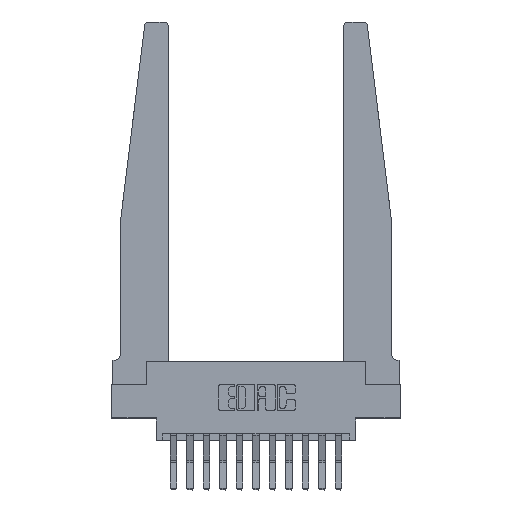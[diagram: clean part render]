
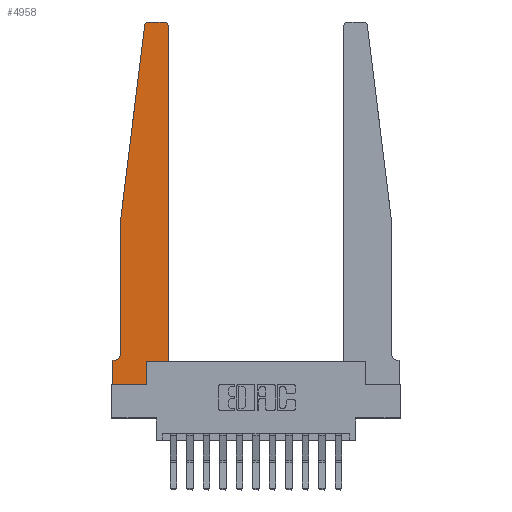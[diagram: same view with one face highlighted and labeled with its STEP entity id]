
A CAD part, top view. The second image highlights one B-rep face of the part: STEP entity #4958.
In plain terms, the highlighted planar face has unit normal (0, 0, 1).
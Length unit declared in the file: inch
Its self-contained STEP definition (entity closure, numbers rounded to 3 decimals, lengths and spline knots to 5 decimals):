
#202 = VECTOR ( 'NONE', #8254, 39.37008 ) ;
#350 = CIRCLE ( 'NONE', #12311, 0.03 ) ;
#603 = VECTOR ( 'NONE', #12373, 39.37008 ) ;
#673 = DIRECTION ( 'NONE',  ( 0., 0., -1. ) ) ;
#784 = VERTEX_POINT ( 'NONE', #6245 ) ;
#793 = ORIENTED_EDGE ( 'NONE', *, *, #3975, .T. ) ;
#961 = DIRECTION ( 'NONE',  ( 0., 0., 1. ) ) ;
#1037 = LINE ( 'NONE', #4942, #15299 ) ;
#1436 = CARTESIAN_POINT ( 'NONE',  ( 0.2605, 0.18, 0.37 ) ) ;
#1548 = VERTEX_POINT ( 'NONE', #10203 ) ;
#1816 = VECTOR ( 'NONE', #2809, 39.37008 ) ;
#2809 = DIRECTION ( 'NONE',  ( 0., -1., 0. ) ) ;
#2821 = VERTEX_POINT ( 'NONE', #5040 ) ;
#3152 = LINE ( 'NONE', #12229, #1816 ) ;
#3215 = EDGE_CURVE ( 'NONE', #784, #6195, #13870, .T. ) ;
#3236 = CARTESIAN_POINT ( 'NONE',  ( 0.27653, 2.72, 0.37 ) ) ;
#3357 = EDGE_CURVE ( 'NONE', #12362, #10078, #13110, .T. ) ;
#3486 = VECTOR ( 'NONE', #10093, 39.37008 ) ;
#3498 = ORIENTED_EDGE ( 'NONE', *, *, #7208, .T. ) ;
#3714 = EDGE_CURVE ( 'NONE', #6195, #2821, #3152, .T. ) ;
#3852 = ORIENTED_EDGE ( 'NONE', *, *, #8564, .T. ) ;
#3975 = EDGE_CURVE ( 'NONE', #5113, #8300, #1037, .T. ) ;
#4227 = CARTESIAN_POINT ( 'NONE',  ( 0.425, 2.72, 0.37 ) ) ;
#4289 = LINE ( 'NONE', #12193, #603 ) ;
#4304 = AXIS2_PLACEMENT_3D ( 'NONE', #11565, #961, #9978 ) ;
#4349 = CIRCLE ( 'NONE', #8959, 0.05 ) ;
#4708 = DIRECTION ( 'NONE',  ( -1., 0., 0. ) ) ;
#4719 = ORIENTED_EDGE ( 'NONE', *, *, #3357, .T. ) ;
#4929 = VERTEX_POINT ( 'NONE', #12903 ) ;
#4942 = CARTESIAN_POINT ( 'NONE',  ( 0.25, 2.75, 0.37 ) ) ;
#4958 = ADVANCED_FACE ( 'NONE', ( #10856 ), #8160, .T. ) ;
#4976 = DIRECTION ( 'NONE',  ( 0., 1., 0. ) ) ;
#5040 = CARTESIAN_POINT ( 'NONE',  ( 0.065, 0.2375, 0.37 ) ) ;
#5071 = ORIENTED_EDGE ( 'NONE', *, *, #16001, .T. ) ;
#5113 = VERTEX_POINT ( 'NONE', #15331 ) ;
#5539 = ORIENTED_EDGE ( 'NONE', *, *, #6915, .T. ) ;
#5719 = DIRECTION ( 'NONE',  ( 0., 0., 1. ) ) ;
#5880 = DIRECTION ( 'NONE',  ( 1., 0., 0. ) ) ;
#6195 = VERTEX_POINT ( 'NONE', #13814 ) ;
#6245 = CARTESIAN_POINT ( 'NONE',  ( 0.24675, 2.72367, 0.37 ) ) ;
#6259 = CARTESIAN_POINT ( 'NONE',  ( 0.425, 0.18, 0.37 ) ) ;
#6557 = DIRECTION ( 'NONE',  ( 1., 0., 0. ) ) ;
#6703 = LINE ( 'NONE', #13348, #202 ) ;
#6810 = CARTESIAN_POINT ( 'NONE',  ( 0., 0., 0.37 ) ) ;
#6915 = EDGE_CURVE ( 'NONE', #7256, #5113, #16469, .T. ) ;
#6954 = VERTEX_POINT ( 'NONE', #1436 ) ;
#7191 = VECTOR ( 'NONE', #15131, 39.37008 ) ;
#7208 = EDGE_CURVE ( 'NONE', #6954, #1548, #16731, .T. ) ;
#7256 = VERTEX_POINT ( 'NONE', #4227 ) ;
#7573 = LINE ( 'NONE', #11595, #3486 ) ;
#8160 = PLANE ( 'NONE',  #15114 ) ;
#8254 = DIRECTION ( 'NONE',  ( -1., 0., 0. ) ) ;
#8300 = VERTEX_POINT ( 'NONE', #12142 ) ;
#8327 = EDGE_CURVE ( 'NONE', #10709, #4929, #6703, .T. ) ;
#8564 = EDGE_CURVE ( 'NONE', #10078, #6954, #7573, .T. ) ;
#8959 = AXIS2_PLACEMENT_3D ( 'NONE', #14875, #673, #9701 ) ;
#9043 = VECTOR ( 'NONE', #4976, 39.37008 ) ;
#9191 = VECTOR ( 'NONE', #11339, 39.37008 ) ;
#9295 = EDGE_LOOP ( 'NONE', ( #793, #16256, #9783, #14407, #16712, #9794, #10641, #4719, #3852, #3498, #5071, #5539 ) ) ;
#9701 = DIRECTION ( 'NONE',  ( -1., 0., 0. ) ) ;
#9782 = CARTESIAN_POINT ( 'NONE',  ( 0.015, 0.1875, 0.37 ) ) ;
#9783 = ORIENTED_EDGE ( 'NONE', *, *, #3215, .T. ) ;
#9794 = ORIENTED_EDGE ( 'NONE', *, *, #8327, .T. ) ;
#9978 = DIRECTION ( 'NONE',  ( 1., 0., 0. ) ) ;
#10078 = VERTEX_POINT ( 'NONE', #15245 ) ;
#10093 = DIRECTION ( 'NONE',  ( 0., 1., 0. ) ) ;
#10203 = CARTESIAN_POINT ( 'NONE',  ( 0.425, 0.18, 0.37 ) ) ;
#10625 = EDGE_CURVE ( 'NONE', #2821, #10709, #4349, .T. ) ;
#10641 = ORIENTED_EDGE ( 'NONE', *, *, #13553, .T. ) ;
#10693 = DIRECTION ( 'NONE',  ( 0., 0., 1. ) ) ;
#10709 = VERTEX_POINT ( 'NONE', #9782 ) ;
#10856 = FACE_OUTER_BOUND ( 'NONE', #9295, .T. ) ;
#11242 = CARTESIAN_POINT ( 'NONE',  ( 0., 0., 0.37 ) ) ;
#11339 = DIRECTION ( 'NONE',  ( 1., 0., 0. ) ) ;
#11478 = CARTESIAN_POINT ( 'NONE',  ( 0.065, 1.25, 0.37 ) ) ;
#11565 = CARTESIAN_POINT ( 'NONE',  ( 0.395, 2.72, 0.37 ) ) ;
#11595 = CARTESIAN_POINT ( 'NONE',  ( 0.2605, 0.18, 0.37 ) ) ;
#11946 = DIRECTION ( 'NONE',  ( 1., 0., 0. ) ) ;
#12142 = CARTESIAN_POINT ( 'NONE',  ( 0.27653, 2.75, 0.37 ) ) ;
#12193 = CARTESIAN_POINT ( 'NONE',  ( 0., 0., 0.37 ) ) ;
#12229 = CARTESIAN_POINT ( 'NONE',  ( 0.065, 1.25, 0.37 ) ) ;
#12311 = AXIS2_PLACEMENT_3D ( 'NONE', #3236, #5719, #5880 ) ;
#12362 = VERTEX_POINT ( 'NONE', #11242 ) ;
#12373 = DIRECTION ( 'NONE',  ( 0., -1., 0. ) ) ;
#12714 = LINE ( 'NONE', #6259, #9043 ) ;
#12903 = CARTESIAN_POINT ( 'NONE',  ( 0., 0.1875, 0.37 ) ) ;
#13110 = LINE ( 'NONE', #6810, #13428 ) ;
#13348 = CARTESIAN_POINT ( 'NONE',  ( 0.065, 0.1875, 0.37 ) ) ;
#13428 = VECTOR ( 'NONE', #6557, 39.37008 ) ;
#13553 = EDGE_CURVE ( 'NONE', #4929, #12362, #4289, .T. ) ;
#13814 = CARTESIAN_POINT ( 'NONE',  ( 0.065, 1.25, 0.37 ) ) ;
#13870 = LINE ( 'NONE', #11478, #7191 ) ;
#14407 = ORIENTED_EDGE ( 'NONE', *, *, #3714, .T. ) ;
#14875 = CARTESIAN_POINT ( 'NONE',  ( 0.015, 0.2375, 0.37 ) ) ;
#15114 = AXIS2_PLACEMENT_3D ( 'NONE', #15765, #10693, #11946 ) ;
#15131 = DIRECTION ( 'NONE',  ( -0.122, -0.992, 0. ) ) ;
#15245 = CARTESIAN_POINT ( 'NONE',  ( 0.2605, 0., 0.37 ) ) ;
#15299 = VECTOR ( 'NONE', #4708, 39.37008 ) ;
#15331 = CARTESIAN_POINT ( 'NONE',  ( 0.395, 2.75, 0.37 ) ) ;
#15765 = CARTESIAN_POINT ( 'NONE',  ( 0., 0.1875, 0.37 ) ) ;
#16001 = EDGE_CURVE ( 'NONE', #1548, #7256, #12714, .T. ) ;
#16256 = ORIENTED_EDGE ( 'NONE', *, *, #16620, .T. ) ;
#16415 = CARTESIAN_POINT ( 'NONE',  ( 0.425, 0.18, 0.37 ) ) ;
#16469 = CIRCLE ( 'NONE', #4304, 0.03 ) ;
#16620 = EDGE_CURVE ( 'NONE', #8300, #784, #350, .T. ) ;
#16712 = ORIENTED_EDGE ( 'NONE', *, *, #10625, .T. ) ;
#16731 = LINE ( 'NONE', #16415, #9191 ) ;
